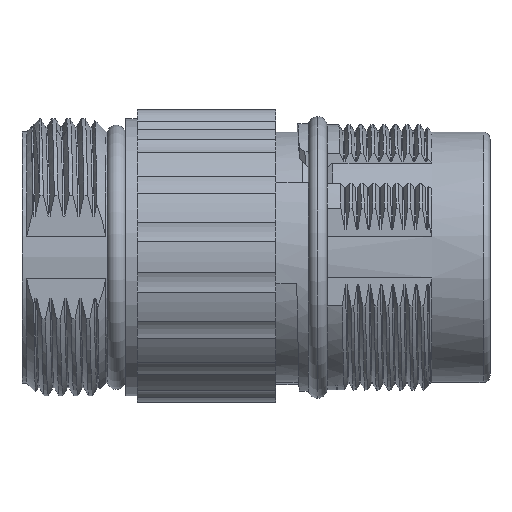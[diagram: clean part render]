
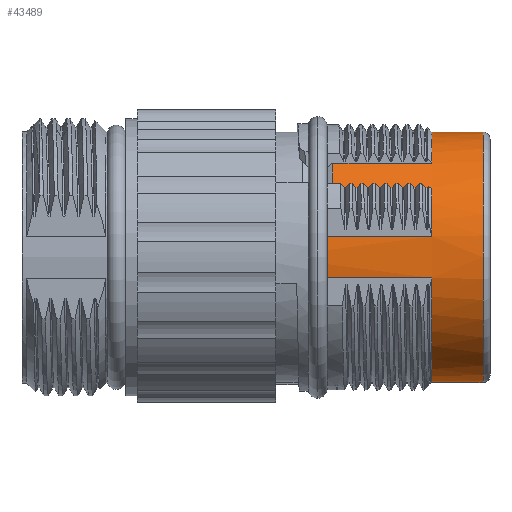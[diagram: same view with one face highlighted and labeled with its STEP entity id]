
A CAD part, top view. The second image highlights one B-rep face of the part: STEP entity #43489.
In plain terms, the highlighted cylindrical face has radius 10.75 mm (diameter 21.5 mm), a partial arc.
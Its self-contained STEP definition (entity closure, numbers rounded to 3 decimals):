
#11136=CARTESIAN_POINT('',(25.3,0.,0.));
#11137=DIRECTION('',(-1.,0.,0.));
#11138=DIRECTION('',(0.,0.752,0.659));
#11139=AXIS2_PLACEMENT_3D('',#11136,#11137,#11138);
#11141=CARTESIAN_POINT('',(29.7,0.,0.));
#11142=DIRECTION('',(-1.,0.,0.));
#11143=DIRECTION('',(0.,-1.,0.));
#11144=AXIS2_PLACEMENT_3D('',#11141,#11142,#11143);
#11146=CARTESIAN_POINT('',(25.3,0.,0.));
#11147=DIRECTION('',(-1.,0.,0.));
#11148=DIRECTION('',(0.,-1.,0.));
#11149=AXIS2_PLACEMENT_3D('',#11146,#11147,#11148);
#11151=DIRECTION('',(-1.,0.,0.));
#11152=VECTOR('',#11151,9.);
#11153=CARTESIAN_POINT('',(25.3,-1.79,
10.6));
#11154=LINE('',#11153,#11152);
#11155=CARTESIAN_POINT('',(25.3,0.,0.));
#11156=DIRECTION('',(-1.,0.,0.));
#11157=DIRECTION('',(0.,0.166,0.986));
#11158=AXIS2_PLACEMENT_3D('',#11155,#11156,#11157);
#11160=DIRECTION('',(-1.,0.,0.));
#11161=VECTOR('',#11160,8.5);
#11162=CARTESIAN_POINT('',(25.3,5.894,8.99));
#11163=LINE('',#11162,#11161);
#11175=CARTESIAN_POINT('',(16.8,0.,0.));
#11176=DIRECTION('',(1.,0.,0.));
#11177=DIRECTION('',(0.,0.752,0.659));
#11178=AXIS2_PLACEMENT_3D('',#11175,#11176,#11177);
#11280=DIRECTION('',(-1.,0.,0.));
#11281=VECTOR('',#11280,4.4);
#11282=CARTESIAN_POINT('',(29.7,-10.75,0.));
#11283=LINE('',#11282,#11281);
#11289=DIRECTION('',(-1.,0.,0.));
#11290=VECTOR('',#11289,4.4);
#11291=CARTESIAN_POINT('',(29.7,10.75,0.));
#11292=LINE('',#11291,#11290);
#11588=DIRECTION('',(-1.,0.,0.));
#11589=VECTOR('',#11588,8.499);
#11590=CARTESIAN_POINT('',(25.3,8.083,7.088));
#11591=LINE('',#11590,#11589);
#11613=CARTESIAN_POINT('',(16.3,0.,0.));
#11614=DIRECTION('',(1.,0.,0.));
#11615=DIRECTION('',(0.,0.166,0.986));
#11616=AXIS2_PLACEMENT_3D('',#11613,#11614,#11615);
#19509=CARTESIAN_POINT('',(25.3,8.083,7.088));
#19528=CARTESIAN_POINT('',(25.3,5.894,8.99));
#21471=DIRECTION('',(-1.,0.,0.));
#21472=VECTOR('',#21471,9.);
#21473=CARTESIAN_POINT('',(25.3,1.79,10.6));
#21474=LINE('',#21473,#21472);
#24952=CARTESIAN_POINT('',(16.3,-1.79,10.6));
#24954=VERTEX_POINT('',#24952);
#24955=CARTESIAN_POINT('',(16.3,1.79,10.6));
#24956=VERTEX_POINT('',#24955);
#24967=CARTESIAN_POINT('',(25.3,1.79,10.6));
#24968=VERTEX_POINT('',#24967);
#25190=CARTESIAN_POINT('',(25.3,-10.75,0.));
#25191=CARTESIAN_POINT('',(25.3,-1.79,10.6));
#25192=VERTEX_POINT('',#25190);
#25193=VERTEX_POINT('',#25191);
#25483=VERTEX_POINT('',#19509);
#25485=VERTEX_POINT('',#19528);
#25641=CARTESIAN_POINT('',(25.3,10.75,0.));
#25642=VERTEX_POINT('',#25641);
#26115=CARTESIAN_POINT('',(29.7,-10.75,0.));
#26116=CARTESIAN_POINT('',(29.7,10.75,0.));
#26117=VERTEX_POINT('',#26115);
#26118=VERTEX_POINT('',#26116);
#26166=CARTESIAN_POINT('',(16.801,8.083,7.088));
#26167=VERTEX_POINT('',#26166);
#26168=CARTESIAN_POINT('',(16.8,5.894,8.99));
#26169=VERTEX_POINT('',#26168);
#43459=CARTESIAN_POINT('',(-11.91,0.,0.));
#43460=DIRECTION('',(1.,0.,0.));
#43461=DIRECTION('',(0.,-1.,0.));
#43462=AXIS2_PLACEMENT_3D('',#43459,#43460,#43461);
#43463=CYLINDRICAL_SURFACE('',#43462,10.75);
#43465=ORIENTED_EDGE('',*,*,#43464,.F.);
#43467=ORIENTED_EDGE('',*,*,#43466,.F.);
#43469=ORIENTED_EDGE('',*,*,#43468,.T.);
#43471=ORIENTED_EDGE('',*,*,#43470,.F.);
#43472=ORIENTED_EDGE('',*,*,#43449,.F.);
#43474=ORIENTED_EDGE('',*,*,#43473,.T.);
#43476=ORIENTED_EDGE('',*,*,#43475,.T.);
#43478=ORIENTED_EDGE('',*,*,#43477,.T.);
#43480=ORIENTED_EDGE('',*,*,#43479,.F.);
#43482=ORIENTED_EDGE('',*,*,#43481,.F.);
#43484=ORIENTED_EDGE('',*,*,#43483,.T.);
#43486=ORIENTED_EDGE('',*,*,#43485,.T.);
#43487=EDGE_LOOP('',(#43465,#43467,#43469,#43471,#43472,#43474,#43476,#43478,
#43480,#43482,#43484,#43486));
#43488=FACE_OUTER_BOUND('',#43487,.F.);
#43489=ADVANCED_FACE('',(#43488),#43463,.T.);
#11140=CIRCLE('',#11139,10.75);
#11145=CIRCLE('',#11144,10.75);
#11150=CIRCLE('',#11149,10.75);
#11159=CIRCLE('',#11158,10.75);
#11179=CIRCLE('',#11178,10.75);
#11617=CIRCLE('',#11616,10.75);
#43449=EDGE_CURVE('',#26117,#26118,#11145,.T.);
#43464=EDGE_CURVE('',#26167,#26169,#11179,.T.);
#43466=EDGE_CURVE('',#25483,#26167,#11591,.T.);
#43468=EDGE_CURVE('',#25483,#25642,#11140,.T.);
#43470=EDGE_CURVE('',#26118,#25642,#11292,.T.);
#43473=EDGE_CURVE('',#26117,#25192,#11283,.T.);
#43475=EDGE_CURVE('',#25192,#25193,#11150,.T.);
#43477=EDGE_CURVE('',#25193,#24954,#11154,.T.);
#43479=EDGE_CURVE('',#24956,#24954,#11617,.T.);
#43481=EDGE_CURVE('',#24968,#24956,#21474,.T.);
#43483=EDGE_CURVE('',#24968,#25485,#11159,.T.);
#43485=EDGE_CURVE('',#25485,#26169,#11163,.T.);
